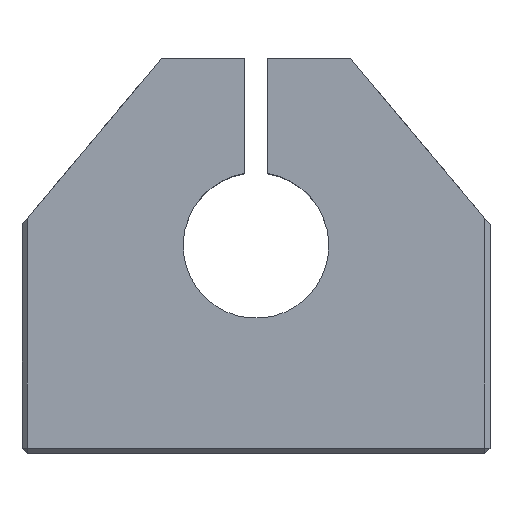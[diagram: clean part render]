
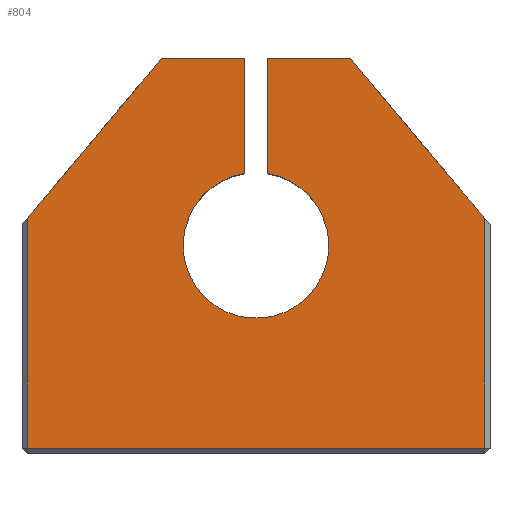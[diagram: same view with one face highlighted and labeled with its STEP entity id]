
A CAD part, top view. The second image highlights one B-rep face of the part: STEP entity #804.
In plain terms, the highlighted planar face has unit normal (0, 0, 1).
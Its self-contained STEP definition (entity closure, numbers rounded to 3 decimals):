
#53=CIRCLE('',#879,7.);
#92=FACE_OUTER_BOUND('',#142,.T.);
#142=EDGE_LOOP('',(#612,#613,#614,#615,#616,#617,#618,#619,#620,#621));
#212=LINE('',#1237,#293);
#216=LINE('',#1243,#297);
#225=LINE('',#1260,#306);
#230=LINE('',#1270,#311);
#231=LINE('',#1272,#312);
#232=LINE('',#1274,#313);
#233=LINE('',#1278,#314);
#234=LINE('',#1280,#315);
#235=LINE('',#1281,#316);
#293=VECTOR('',#1000,10.);
#297=VECTOR('',#1008,10.);
#306=VECTOR('',#1025,10.);
#311=VECTOR('',#1034,10.);
#312=VECTOR('',#1035,10.);
#313=VECTOR('',#1036,10.);
#314=VECTOR('',#1039,10.);
#315=VECTOR('',#1040,10.);
#316=VECTOR('',#1041,10.);
#361=VERTEX_POINT('',#1213);
#367=VERTEX_POINT('',#1227);
#369=VERTEX_POINT('',#1233);
#374=VERTEX_POINT('',#1258);
#377=VERTEX_POINT('',#1269);
#378=VERTEX_POINT('',#1271);
#379=VERTEX_POINT('',#1273);
#380=VERTEX_POINT('',#1275);
#381=VERTEX_POINT('',#1277);
#382=VERTEX_POINT('',#1279);
#449=EDGE_CURVE('',#367,#369,#212,.T.);
#453=EDGE_CURVE('',#361,#367,#216,.T.);
#462=EDGE_CURVE('',#374,#361,#225,.T.);
#467=EDGE_CURVE('',#377,#374,#230,.T.);
#468=EDGE_CURVE('',#378,#377,#231,.T.);
#469=EDGE_CURVE('',#379,#378,#232,.T.);
#470=EDGE_CURVE('',#380,#379,#53,.T.);
#471=EDGE_CURVE('',#381,#380,#233,.T.);
#472=EDGE_CURVE('',#382,#381,#234,.T.);
#473=EDGE_CURVE('',#369,#382,#235,.T.);
#612=ORIENTED_EDGE('',*,*,#449,.F.);
#613=ORIENTED_EDGE('',*,*,#453,.F.);
#614=ORIENTED_EDGE('',*,*,#462,.F.);
#615=ORIENTED_EDGE('',*,*,#467,.F.);
#616=ORIENTED_EDGE('',*,*,#468,.F.);
#617=ORIENTED_EDGE('',*,*,#469,.F.);
#618=ORIENTED_EDGE('',*,*,#470,.F.);
#619=ORIENTED_EDGE('',*,*,#471,.F.);
#620=ORIENTED_EDGE('',*,*,#472,.F.);
#621=ORIENTED_EDGE('',*,*,#473,.F.);
#765=PLANE('',#878);
#804=ADVANCED_FACE('',(#92),#765,.T.);
#878=AXIS2_PLACEMENT_3D('',#1268,#1032,#1033);
#879=AXIS2_PLACEMENT_3D('',#1276,#1037,#1038);
#1000=DIRECTION('',(0.,1.,0.));
#1008=DIRECTION('',(-1.,0.,0.));
#1025=DIRECTION('',(0.,-1.,0.));
#1032=DIRECTION('center_axis',(0.,0.,1.));
#1033=DIRECTION('ref_axis',(1.,0.,0.));
#1034=DIRECTION('',(0.643,-0.766,0.));
#1035=DIRECTION('',(1.,0.,0.));
#1036=DIRECTION('',(0.,1.,0.));
#1037=DIRECTION('center_axis',(0.,0.,1.));
#1038=DIRECTION('ref_axis',(0.154,-0.988,0.));
#1039=DIRECTION('',(0.,-1.,0.));
#1040=DIRECTION('',(1.,0.,0.));
#1041=DIRECTION('',(0.643,0.766,0.));
#1213=CARTESIAN_POINT('',(22.,-18.5,10.));
#1227=CARTESIAN_POINT('',(-22.,-18.5,10.));
#1233=CARTESIAN_POINT('',(-22.,3.596,10.));
#1237=CARTESIAN_POINT('',(-22.,-8.815,10.));
#1243=CARTESIAN_POINT('',(11.25,-18.5,10.));
#1258=CARTESIAN_POINT('',(22.,3.596,10.));
#1260=CARTESIAN_POINT('',(22.,10.185,10.));
#1268=CARTESIAN_POINT('Origin',(0.,1.371,
10.));
#1269=CARTESIAN_POINT('',(9.074,19.,10.));
#1270=CARTESIAN_POINT('',(14.896,12.062,10.));
#1271=CARTESIAN_POINT('',(1.075,19.,10.));
#1272=CARTESIAN_POINT('',(22.5,19.,10.));
#1273=CARTESIAN_POINT('',(1.075,7.917,10.));
#1274=CARTESIAN_POINT('',(1.075,19.,10.));
#1275=CARTESIAN_POINT('',(-1.075,7.917,10.));
#1276=CARTESIAN_POINT('Origin',(0.,1.,
10.));
#1277=CARTESIAN_POINT('',(-1.075,19.,10.));
#1278=CARTESIAN_POINT('',(-1.075,7.917,10.));
#1279=CARTESIAN_POINT('',(-9.074,19.,10.));
#1280=CARTESIAN_POINT('',(-1.075,19.,10.));
#1281=CARTESIAN_POINT('',(-14.896,12.062,10.));
